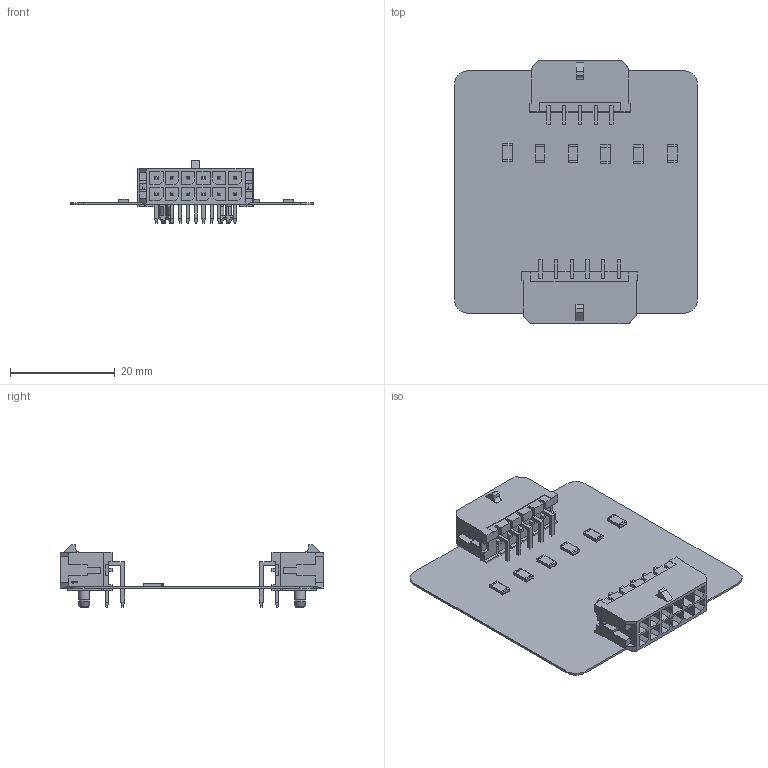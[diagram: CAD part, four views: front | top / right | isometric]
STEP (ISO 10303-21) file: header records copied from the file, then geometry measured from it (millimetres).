
FILE_DESCRIPTION(('Open CASCADE Model'),'2;1');
FILE_NAME('Open CASCADE Shape Model','2019-12-01T22:22:59',('Author'),( 'Open CASCADE'),'Open CASCADE STEP processor 6.8','Open CASCADE 6.8' ,'Unknown');
FILE_SCHEMA(('AUTOMOTIVE_DESIGN { 1 0 10303 214 1 1 1 1 }'));
Length unit declared in the file: millimetre
Products named in the file (27): PCB; Board; Open CASCADE STEP translator 6.8 18.1.1; R1; 7225828000; Mid_Body; Terminal; Open_CASCADE_STEP_translator_6.8_2.2.1; Mark; P2; 430451200; Open CASCADE STEP translator 6.8 18.3.1.1; Open CASCADE STEP translator 6.8 18.3.1.2; R2; 6359087552; R6; R5; R4; R3; P1; 430451000_RGB0; Open CASCADE STEP translator 6.8 18.9.1.1; Open CASCADE STEP translator 6.8 18.9.1.2
Assembly tree (32 placements, depth 5):
  PCB
    Board
      Open CASCADE STEP translator 6.8 18.1.1
    R1
      7225828000
        Mid_Body
        Terminal  x2
          Open_CASCADE_STEP_translator_6.8_2.2.1
        Mark
    P2
      430451200
        Open CASCADE STEP translator 6.8 18.3.1.1
        Open CASCADE STEP translator 6.8 18.3.1.2
    R2
      6359087552
        Mid_Body
        Terminal  x2
          Open_CASCADE_STEP_translator_6.8_2.2.1
        Mark
    R6
      6359087552
        Mid_Body
        Terminal  x2
          Open_CASCADE_STEP_translator_6.8_2.2.1
        Mark
    R5
      7225828000
        Mid_Body
        Terminal  x2
          Open_CASCADE_STEP_translator_6.8_2.2.1
        Mark
    R4
      6359087552
        Mid_Body
        Terminal  x2
          Open_CASCADE_STEP_translator_6.8_2.2.1
        Mark
    R3
      7225828000
        Mid_Body
        Terminal  x2
          Open_CASCADE_STEP_translator_6.8_2.2.1
        Mark
    P1
      430451000_RGB0
        Open CASCADE STEP translator 6.8 18.9.1.1
        Open CASCADE STEP translator 6.8 18.9.1.2
Bounding box: 46.4 x 50.38 x 11.95 mm (x, y, z)
Volume: 2612.7 mm3; surface area: 8593 mm2
Topology: 27 solids, 27 shells, 1246 faces, 3126 edges, 2044 vertices
Faces by surface type: plane 1224, cylinder 14, cone 4, torus 4
Entity records: 37103 total; most frequent: CARTESIAN_POINT 5933, ORIENTED_EDGE 5464, DIRECTION 5120, EDGE_CURVE 2732, LINE 2674, VECTOR 2674, VERTEX_POINT 1704, AXIS2_PLACEMENT_3D 1223
